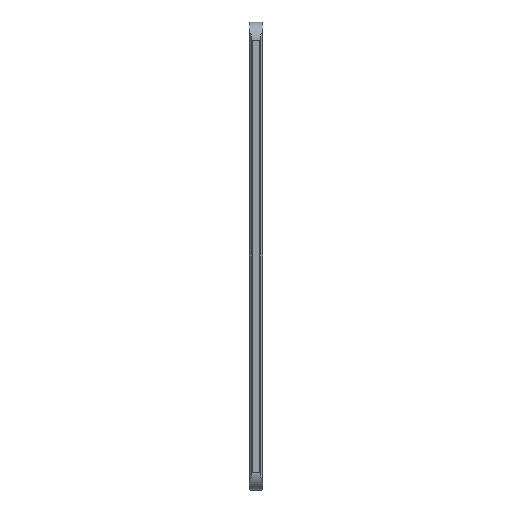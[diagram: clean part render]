
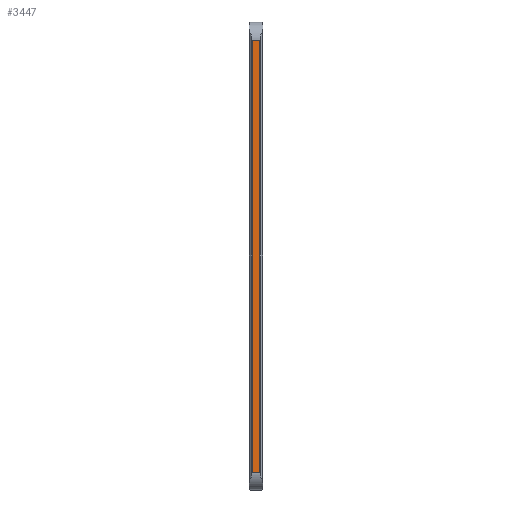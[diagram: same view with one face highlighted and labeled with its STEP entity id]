
A CAD part, left-side view. The second image highlights one B-rep face of the part: STEP entity #3447.
In plain terms, the highlighted planar face has unit normal (-1, 0, 0).
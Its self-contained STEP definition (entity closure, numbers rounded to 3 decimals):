
#204 = VERTEX_POINT ( 'NONE', #3930 ) ;
#336 = ORIENTED_EDGE ( 'NONE', *, *, #1046, .F. ) ;
#337 = DIRECTION ( 'NONE',  ( 0., 0., 1. ) ) ;
#491 = EDGE_LOOP ( 'NONE', ( #7547, #336, #2351, #5134 ) ) ;
#503 = DIRECTION ( 'NONE',  ( 1., 0., 0. ) ) ;
#796 = LINE ( 'NONE', #7752, #1912 ) ;
#953 = CARTESIAN_POINT ( 'NONE',  ( 0., -7.1, 48. ) ) ;
#1046 = EDGE_CURVE ( 'NONE', #2541, #204, #5191, .T. ) ;
#1160 = CARTESIAN_POINT ( 'NONE',  ( 0., 0., 4. ) ) ;
#1251 = VECTOR ( 'NONE', #4595, 1000. ) ;
#1741 = PLANE ( 'NONE',  #3934 ) ;
#1912 = VECTOR ( 'NONE', #5420, 1000. ) ;
#2351 = ORIENTED_EDGE ( 'NONE', *, *, #6951, .T. ) ;
#2541 = VERTEX_POINT ( 'NONE', #6444 ) ;
#2636 = CARTESIAN_POINT ( 'NONE',  ( 0., 0.604, 52. ) ) ;
#2996 = VERTEX_POINT ( 'NONE', #7489 ) ;
#3447 = ADVANCED_FACE ( 'NONE', ( #3496 ), #1741, .F. ) ;
#3496 = FACE_OUTER_BOUND ( 'NONE', #491, .T. ) ;
#3546 = VERTEX_POINT ( 'NONE', #7151 ) ;
#3930 = CARTESIAN_POINT ( 'NONE',  ( 0., 2.296, -48. ) ) ;
#3934 = AXIS2_PLACEMENT_3D ( 'NONE', #1160, #503, #4699 ) ;
#4595 = DIRECTION ( 'NONE',  ( 0., 1., 0. ) ) ;
#4699 = DIRECTION ( 'NONE',  ( 0., 0., -1. ) ) ;
#4907 = DIRECTION ( 'NONE',  ( 0., 1., 0. ) ) ;
#4911 = VECTOR ( 'NONE', #4907, 1000. ) ;
#5134 = ORIENTED_EDGE ( 'NONE', *, *, #6992, .T. ) ;
#5191 = LINE ( 'NONE', #7781, #4911 ) ;
#5420 = DIRECTION ( 'NONE',  ( 0., 0., -1. ) ) ;
#5783 = LINE ( 'NONE', #2636, #6977 ) ;
#6153 = LINE ( 'NONE', #953, #1251 ) ;
#6217 = EDGE_CURVE ( 'NONE', #3546, #204, #796, .T. ) ;
#6444 = CARTESIAN_POINT ( 'NONE',  ( 0., 0.604, -48. ) ) ;
#6951 = EDGE_CURVE ( 'NONE', #2541, #2996, #5783, .T. ) ;
#6977 = VECTOR ( 'NONE', #337, 1000. ) ;
#6992 = EDGE_CURVE ( 'NONE', #2996, #3546, #6153, .T. ) ;
#7151 = CARTESIAN_POINT ( 'NONE',  ( 0., 2.296, 48. ) ) ;
#7489 = CARTESIAN_POINT ( 'NONE',  ( 0., 0.604, 48. ) ) ;
#7547 = ORIENTED_EDGE ( 'NONE', *, *, #6217, .T. ) ;
#7752 = CARTESIAN_POINT ( 'NONE',  ( 0., 2.296, -52. ) ) ;
#7781 = CARTESIAN_POINT ( 'NONE',  ( 0., -7.1, -48. ) ) ;
